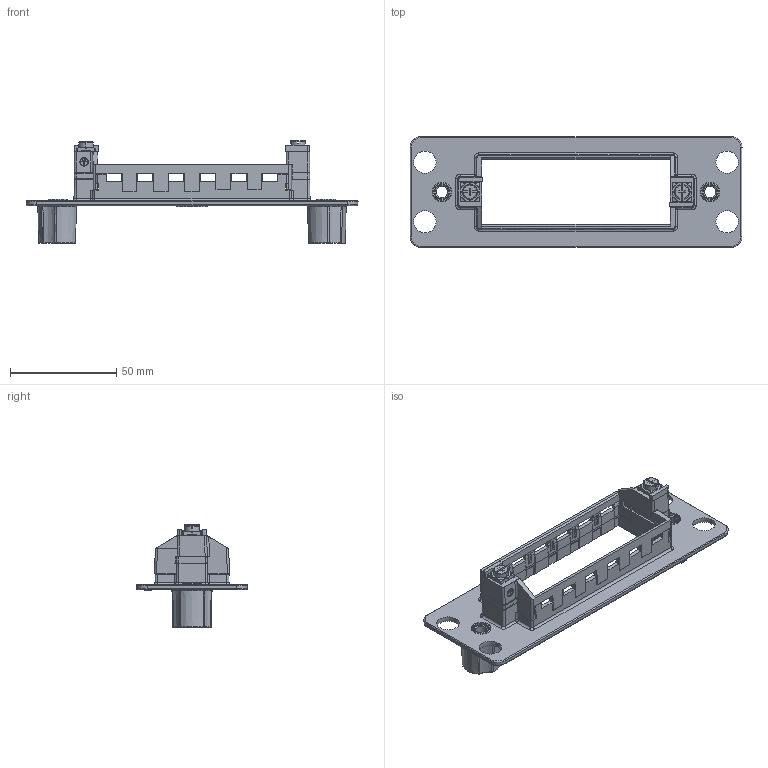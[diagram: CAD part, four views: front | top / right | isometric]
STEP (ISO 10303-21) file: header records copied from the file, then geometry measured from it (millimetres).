
FILE_DESCRIPTION((''),'2;1');
FILE_NAME('MANIFOLD_SOLID_BREP_84354','2018-11-23T',('sy.ji'),(''),'PRO/ENGINEER BY PARAMETRIC TECHNOLOGY CORPORATION, 2014310','PRO/ENGINEER BY PARAMETRIC TECHNOLOGY CORPORATION, 2014310','');
FILE_SCHEMA(('CONFIG_CONTROL_DESIGN'));
Length unit declared in the file: millimetre
Products named in the file (1): MANIFOLD_SOLID_BREP_84354
Bounding box: 156 x 52 x 48 mm (x, y, z)
Volume: 32269.9 mm3; surface area: 28006.4 mm2
Topology: 1 solids, 1 shells, 1465 faces, 4314 edges, 2830 vertices
Faces by surface type: plane 867, cylinder 292, cone 91, torus 88, bspline 85, revolution 32, sphere 8, extrusion 2
Entity records: 71959 total; most frequent: CARTESIAN_POINT 21145, ORIENTED_EDGE 8612, DIRECTION 6888, PRESENTATION_STYLE_ASSIGNMENT 4307, STYLED_ITEM 4307, CURVE_STYLE 4306, EDGE_CURVE 4306, VERTEX_POINT 2830
